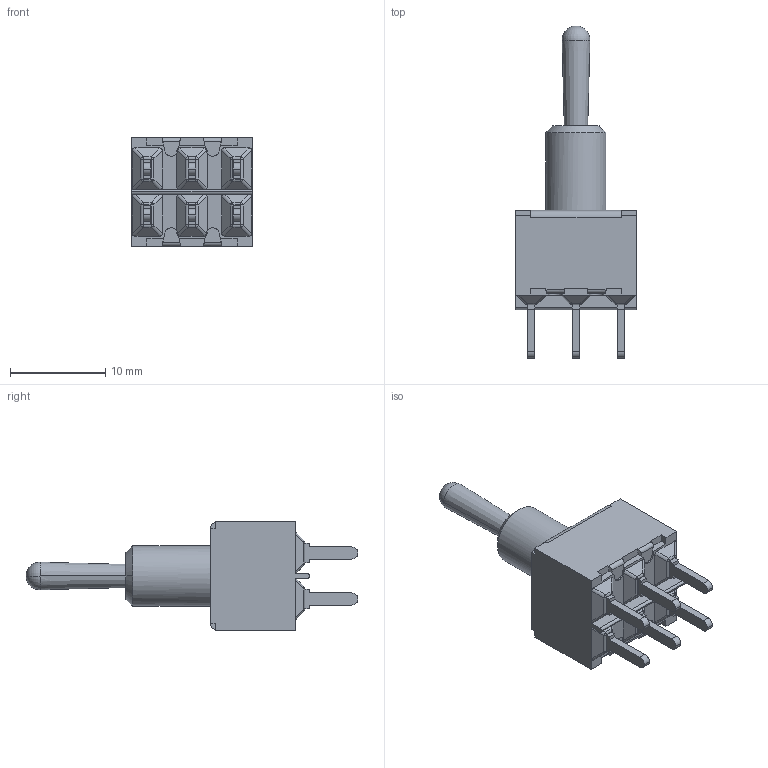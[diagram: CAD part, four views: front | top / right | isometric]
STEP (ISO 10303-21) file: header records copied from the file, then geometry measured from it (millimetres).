
FILE_DESCRIPTION (( 'STEP AP214' ), '1' );
FILE_NAME ('100DP1T1B1M2QEH.STEP', '2022-07-25T09:34:10', ( '' ), ( '' ), 'SwSTEP 2.0', 'SolidWorks 2017', '' );
FILE_SCHEMA (( 'AUTOMOTIVE_DESIGN' ));
Length unit declared in the file: millimetre
Products named in the file (2): 100DP1T1B1M2QEH
Assembly tree (1 placements, depth 2):
  100DP1T1B1M2QEH
    100DP1T1B1M2QEH
Bounding box: 12.7 x 34.88 x 11.43 mm (x, y, z)
Volume: 983.3 mm3; surface area: 2075.8 mm2
Topology: 2 solids, 3 shells, 363 faces, 925 edges, 581 vertices
Faces by surface type: plane 252, cylinder 77, bspline 26, cone 6, torus 2
Entity records: 11061 total; most frequent: CARTESIAN_POINT 2413, ORIENTED_EDGE 1838, DIRECTION 1694, EDGE_CURVE 919, LINE 722, VECTOR 722, VERTEX_POINT 581, AXIS2_PLACEMENT_3D 486
